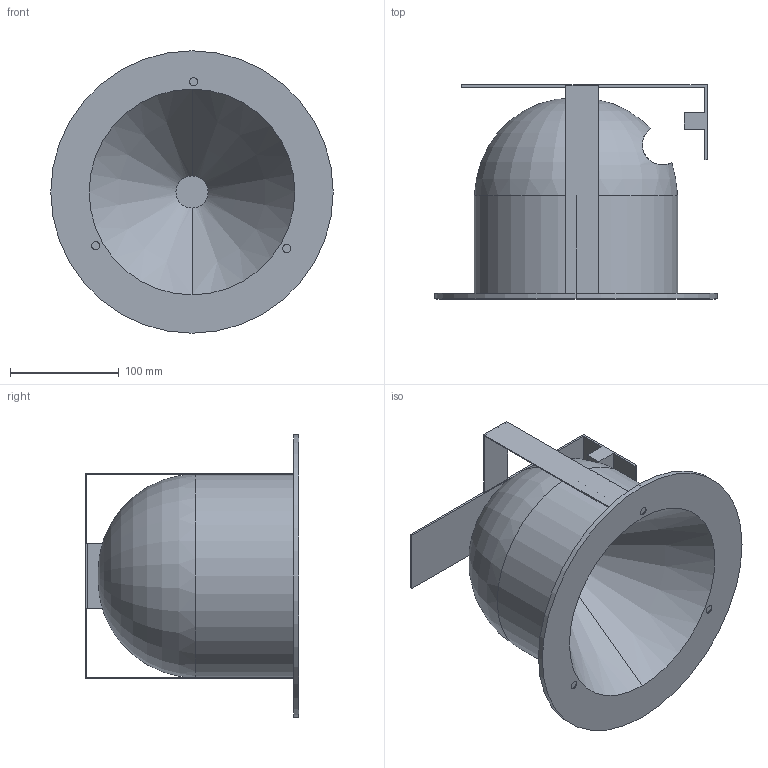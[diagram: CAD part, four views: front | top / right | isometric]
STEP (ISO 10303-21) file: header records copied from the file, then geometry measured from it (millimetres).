
FILE_DESCRIPTION (( 'STEP AP214' ), '1' );
FILE_NAME ('DLS 242.STEP', '2018-07-23T08:17:43', ( '' ), ( '' ), 'SwSTEP 2.0', 'SolidWorks 2013', '' );
FILE_SCHEMA (( 'AUTOMOTIVE_DESIGN' ));
Length unit declared in the file: millimetre
Products named in the file (1): DLS 242
Bounding box: 260 x 197 x 260 mm (x, y, z)
Volume: 3231643.4 mm3; surface area: 281295.7 mm2
Topology: 2 solids, 2 shells, 46 faces, 108 edges, 72 vertices
Faces by surface type: plane 31, cylinder 11, torus 2, cone 2
Entity records: 1511 total; most frequent: CARTESIAN_POINT 379, DIRECTION 228, ORIENTED_EDGE 216, EDGE_CURVE 108, LINE 78, VECTOR 78, AXIS2_PLACEMENT_3D 75, VERTEX_POINT 72
